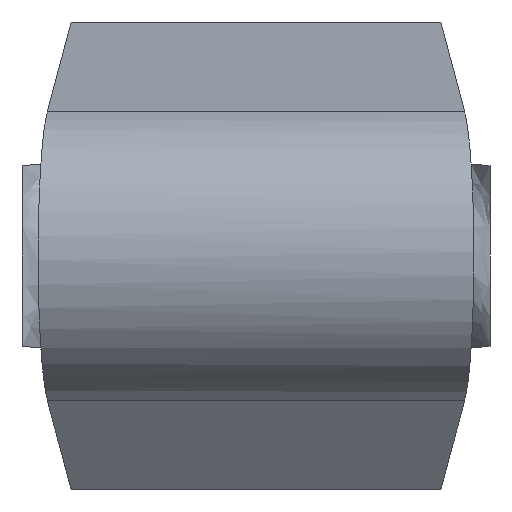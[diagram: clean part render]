
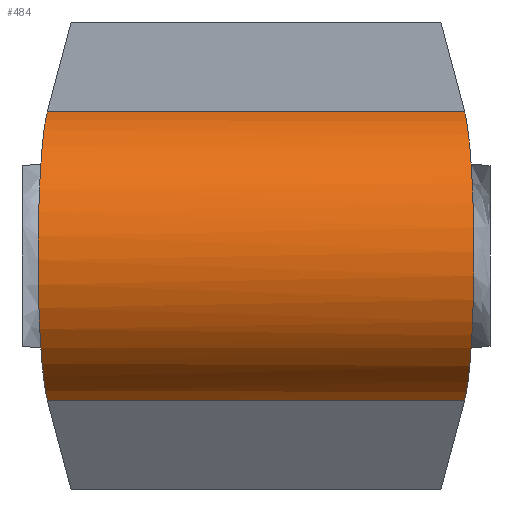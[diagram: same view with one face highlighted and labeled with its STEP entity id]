
A CAD part, front view. The second image highlights one B-rep face of the part: STEP entity #484.
In plain terms, the highlighted cylindrical face has radius 1.194 mm (diameter 2.388 mm), a partial arc.
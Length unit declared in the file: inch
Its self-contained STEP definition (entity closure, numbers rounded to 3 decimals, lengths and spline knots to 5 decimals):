
#14 = EDGE_CURVE ( 'NONE', #844, #816, #337, .T. ) ;
#28 = CARTESIAN_POINT ( 'NONE',  ( -0.00282, 0.01629, 0.04464 ) ) ;
#40 = CARTESIAN_POINT ( 'NONE',  ( -0.13218, 0.01629, 0.04464 ) ) ;
#85 = CARTESIAN_POINT ( 'NONE',  ( -0.00282, 0.01629, -0.04464 ) ) ;
#96 = DIRECTION ( 'NONE',  ( 0., 0., -1. ) ) ;
#101 = CARTESIAN_POINT ( 'NONE',  ( -0.13416, -0.00637, 0.0285 ) ) ;
#151 = CARTESIAN_POINT ( 'NONE',  ( -0.13416, -0.00637, 0.0285 ) ) ;
#154 = EDGE_CURVE ( 'NONE', #1465, #816, #1159, .T. ) ;
#194 = CARTESIAN_POINT ( 'NONE',  ( -0.00135, -0.00058, 0.0361 ) ) ;
#216 = CYLINDRICAL_SURFACE ( 'NONE', #1875, 0.047 ) ;
#221 = FACE_OUTER_BOUND ( 'NONE', #687, .T. ) ;
#226 = DIRECTION ( 'NONE',  ( 1., 0., 0. ) ) ;
#307 = CARTESIAN_POINT ( 'NONE',  ( -0.00084, -0.00637, 0.0285 ) ) ;
#314 = CARTESIAN_POINT ( 'NONE',  ( -0.00084, -0.00637, -0.0285 ) ) ;
#337 = LINE ( 'NONE', #1715, #340 ) ;
#340 = VECTOR ( 'NONE', #823, 39.37008 ) ;
#347 =( BOUNDED_CURVE ( )  B_SPLINE_CURVE ( 3, ( #151, #1908, #1368, #471 ),
 .UNSPECIFIED., .F., .T. ) 
 B_SPLINE_CURVE_WITH_KNOTS ( ( 4, 4 ),
 ( 3.7931, 4.39404 ),
 .UNSPECIFIED. ) 
 CURVE ( )  GEOMETRIC_REPRESENTATION_ITEM ( )  RATIONAL_B_SPLINE_CURVE ( ( 1., 0.97, 0.97, 1. ) ) 
 REPRESENTATION_ITEM ( '' )  );
#362 = ORIENTED_EDGE ( 'NONE', *, *, #1084, .F. ) ;
#366 = EDGE_CURVE ( 'NONE', #1083, #553, #1508, .T. ) ;
#471 = CARTESIAN_POINT ( 'NONE',  ( -0.13218, 0.01629, 0.04464 ) ) ;
#484 = ADVANCED_FACE ( 'NONE', ( #221 ), #216, .T. ) ;
#552 = ORIENTED_EDGE ( 'NONE', *, *, #154, .F. ) ;
#553 = VERTEX_POINT ( 'NONE', #1329 ) ;
#568 = CARTESIAN_POINT ( 'NONE',  ( -0.00203, 0.00721, -0.04165 ) ) ;
#592 = CARTESIAN_POINT ( 'NONE',  ( -0.00282, 0.01629, -0.04464 ) ) ;
#601 = EDGE_CURVE ( 'NONE', #948, #1363, #1605, .T. ) ;
#620 = ORIENTED_EDGE ( 'NONE', *, *, #1615, .F. ) ;
#676 = ORIENTED_EDGE ( 'NONE', *, *, #1028, .F. ) ;
#687 = EDGE_LOOP ( 'NONE', ( #820, #552, #1198, #900, #620, #362, #974, #676 ) ) ;
#745 =( BOUNDED_CURVE ( )  B_SPLINE_CURVE ( 3, ( #1361, #1786, #1658, #805 ),
 .UNSPECIFIED., .F., .F. ) 
 B_SPLINE_CURVE_WITH_KNOTS ( ( 4, 4 ),
 ( 1.88914, 2.49009 ),
 .UNSPECIFIED. ) 
 CURVE ( )  GEOMETRIC_REPRESENTATION_ITEM ( )  RATIONAL_B_SPLINE_CURVE ( ( 1., 0.97, 0.97, 1. ) ) 
 REPRESENTATION_ITEM ( '' )  );
#805 = CARTESIAN_POINT ( 'NONE',  ( -0.13416, -0.00637, -0.0285 ) ) ;
#816 = VERTEX_POINT ( 'NONE', #592 ) ;
#820 = ORIENTED_EDGE ( 'NONE', *, *, #14, .T. ) ;
#823 = DIRECTION ( 'NONE',  ( 1., 0., 0. ) ) ;
#844 = VERTEX_POINT ( 'NONE', #1332 ) ;
#900 = ORIENTED_EDGE ( 'NONE', *, *, #366, .F. ) ;
#922 = VERTEX_POINT ( 'NONE', #40 ) ;
#948 = VERTEX_POINT ( 'NONE', #1825 ) ;
#974 = ORIENTED_EDGE ( 'NONE', *, *, #601, .F. ) ;
#1028 = EDGE_CURVE ( 'NONE', #844, #948, #745, .T. ) ;
#1057 = CARTESIAN_POINT ( 'NONE',  ( -0.00084, -0.00637, -0.0285 ) ) ;
#1066 = CARTESIAN_POINT ( 'NONE',  ( -0.135, 0.031, 0. ) ) ;
#1072 = CARTESIAN_POINT ( 'NONE',  ( -0.13416, -0.00637, -0.0285 ) ) ;
#1083 = VERTEX_POINT ( 'NONE', #1103 ) ;
#1084 = EDGE_CURVE ( 'NONE', #1363, #922, #347, .T. ) ;
#1089 = EDGE_CURVE ( 'NONE', #553, #1465, #1900, .T. ) ;
#1103 = CARTESIAN_POINT ( 'NONE',  ( -0.00282, 0.01629, 0.04464 ) ) ;
#1159 =( BOUNDED_CURVE ( )  B_SPLINE_CURVE ( 3, ( #1057, #1741, #568, #85 ),
 .UNSPECIFIED., .F., .F. ) 
 B_SPLINE_CURVE_WITH_KNOTS ( ( 4, 4 ),
 ( 0.6515, 1.25245 ),
 .UNSPECIFIED. ) 
 CURVE ( )  GEOMETRIC_REPRESENTATION_ITEM ( )  RATIONAL_B_SPLINE_CURVE ( ( 1., 0.97, 0.97, 1. ) ) 
 REPRESENTATION_ITEM ( '' )  );
#1163 = CARTESIAN_POINT ( 'NONE',  ( -0.135, 0.01629, 0.04464 ) ) ;
#1198 = ORIENTED_EDGE ( 'NONE', *, *, #1089, .F. ) ;
#1217 = CARTESIAN_POINT ( 'NONE',  ( -0.13416, -0.00637, 0.0285 ) ) ;
#1233 = CARTESIAN_POINT ( 'NONE',  ( 0.00033, -0.01972, 0.011 ) ) ;
#1237 = CARTESIAN_POINT ( 'NONE',  ( 0.00033, -0.01972, -0.011 ) ) ;
#1269 = CARTESIAN_POINT ( 'NONE',  ( -0.00084, -0.00637, 0.0285 ) ) ;
#1329 = CARTESIAN_POINT ( 'NONE',  ( -0.00084, -0.00637, 0.0285 ) ) ;
#1332 = CARTESIAN_POINT ( 'NONE',  ( -0.13218, 0.01629, -0.04464 ) ) ;
#1361 = CARTESIAN_POINT ( 'NONE',  ( -0.13218, 0.01629, -0.04464 ) ) ;
#1363 = VERTEX_POINT ( 'NONE', #1217 ) ;
#1368 = CARTESIAN_POINT ( 'NONE',  ( -0.13297, 0.00721, 0.04165 ) ) ;
#1398 = LINE ( 'NONE', #1163, #1412 ) ;
#1412 = VECTOR ( 'NONE', #226, 39.37008 ) ;
#1465 = VERTEX_POINT ( 'NONE', #1726 ) ;
#1477 = CARTESIAN_POINT ( 'NONE',  ( -0.13533, -0.01972, -0.011 ) ) ;
#1508 =( BOUNDED_CURVE ( )  B_SPLINE_CURVE ( 3, ( #28, #1817, #194, #1269 ),
 .UNSPECIFIED., .F., .T. ) 
 B_SPLINE_CURVE_WITH_KNOTS ( ( 4, 4 ),
 ( 5.03074, 5.63168 ),
 .UNSPECIFIED. ) 
 CURVE ( )  GEOMETRIC_REPRESENTATION_ITEM ( )  RATIONAL_B_SPLINE_CURVE ( ( 1., 0.97, 0.97, 1. ) ) 
 REPRESENTATION_ITEM ( '' )  );
#1605 =( BOUNDED_CURVE ( )  B_SPLINE_CURVE ( 3, ( #1072, #1477, #1865, #101 ),
 .UNSPECIFIED., .F., .F. ) 
 B_SPLINE_CURVE_WITH_KNOTS ( ( 4, 4 ),
 ( 0., 1. ),
 .UNSPECIFIED. ) 
 CURVE ( )  GEOMETRIC_REPRESENTATION_ITEM ( )  RATIONAL_B_SPLINE_CURVE ( ( 1., 0.863, 0.863, 1. ) ) 
 REPRESENTATION_ITEM ( '' )  );
#1615 = EDGE_CURVE ( 'NONE', #922, #1083, #1398, .T. ) ;
#1658 = CARTESIAN_POINT ( 'NONE',  ( -0.13365, -0.00058, -0.0361 ) ) ;
#1715 = CARTESIAN_POINT ( 'NONE',  ( -0.135, 0.01629, -0.04464 ) ) ;
#1726 = CARTESIAN_POINT ( 'NONE',  ( -0.00084, -0.00637, -0.0285 ) ) ;
#1741 = CARTESIAN_POINT ( 'NONE',  ( -0.00135, -0.00058, -0.0361 ) ) ;
#1786 = CARTESIAN_POINT ( 'NONE',  ( -0.13297, 0.00721, -0.04165 ) ) ;
#1817 = CARTESIAN_POINT ( 'NONE',  ( -0.00203, 0.00721, 0.04165 ) ) ;
#1825 = CARTESIAN_POINT ( 'NONE',  ( -0.13416, -0.00637, -0.0285 ) ) ;
#1861 = DIRECTION ( 'NONE',  ( 1., 0., 0. ) ) ;
#1865 = CARTESIAN_POINT ( 'NONE',  ( -0.13533, -0.01972, 0.011 ) ) ;
#1875 = AXIS2_PLACEMENT_3D ( 'NONE', #1066, #1861, #96 ) ;
#1900 =( BOUNDED_CURVE ( )  B_SPLINE_CURVE ( 3, ( #307, #1233, #1237, #314 ),
 .UNSPECIFIED., .F., .F. ) 
 B_SPLINE_CURVE_WITH_KNOTS ( ( 4, 4 ),
 ( 0., 1. ),
 .UNSPECIFIED. ) 
 CURVE ( )  GEOMETRIC_REPRESENTATION_ITEM ( )  RATIONAL_B_SPLINE_CURVE ( ( 1., 0.863, 0.863, 1. ) ) 
 REPRESENTATION_ITEM ( '' )  );
#1908 = CARTESIAN_POINT ( 'NONE',  ( -0.13365, -0.00058, 0.0361 ) ) ;
